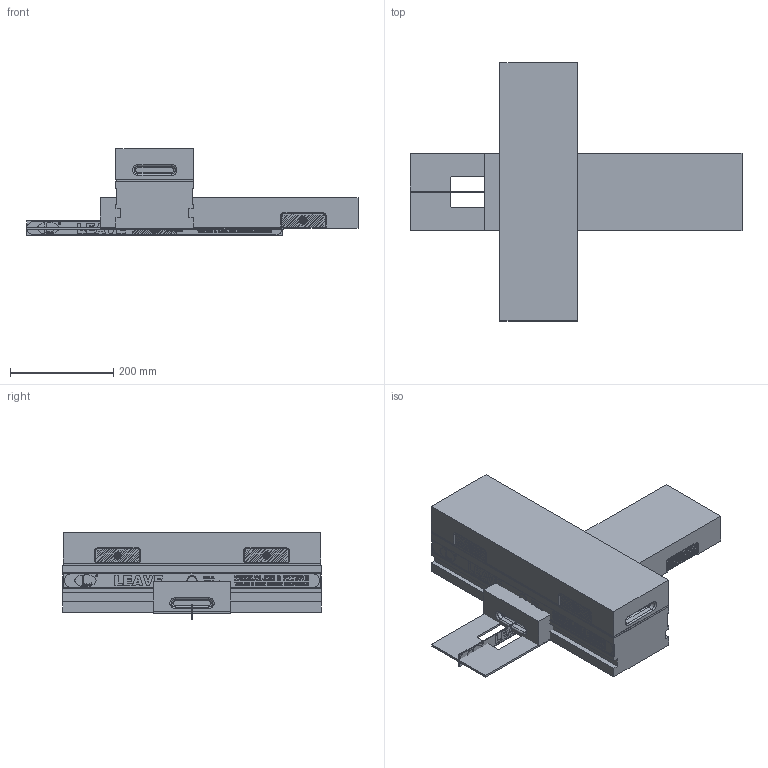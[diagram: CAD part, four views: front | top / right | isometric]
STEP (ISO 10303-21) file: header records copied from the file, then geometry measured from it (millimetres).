
FILE_DESCRIPTION( ( 'Unknown' ), '1' );
FILE_NAME( 'ALV-1550-0H.stp', 'Unknown', ( 'S.C.H' ), ( 'Unknown' ), 'XStep 1.0', 'Unknown', ' ' );
FILE_SCHEMA( ( 'CONFIG_CONTROL_DESIGN' ) );
Length unit declared in the file: millimetre
Products named in the file (8): Assem1; Assem2; Assem3; 1; 2; 3; 4; 5
Bounding box: 642.25 x 500 x 168 mm (x, y, z)
Volume: 33054175.4 mm3; surface area: 2119168.3 mm2
Topology: 22 solids, 22 shells, 8195 faces, 21692 edges, 14436 vertices
Faces by surface type: plane 5083, extrusion 1560, cylinder 1504, torus 48
Full cylindrical faces by diameter (mm): 3.511 x5, 3.673 x5, 12 x18, 17.5 x5, 19.5 x5, 20 x6
Entity records: 52579 total; most frequent: CARTESIAN_POINT 14128, ORIENTED_EDGE 8236, DIRECTION 6898, EDGE_CURVE 4118, VECTOR 3220, LINE 2908, VERTEX_POINT 2744, AXIS2_PLACEMENT_3D 1839
